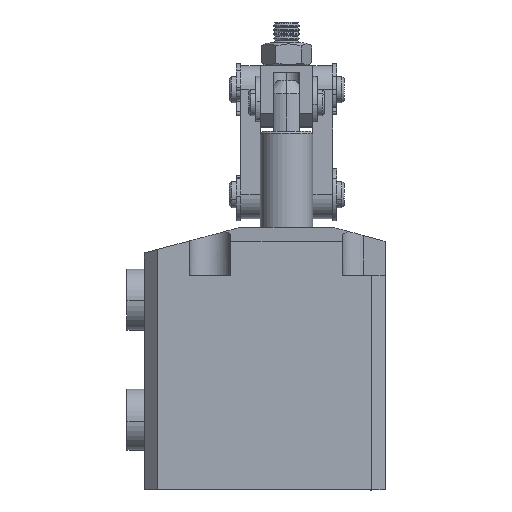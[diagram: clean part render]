
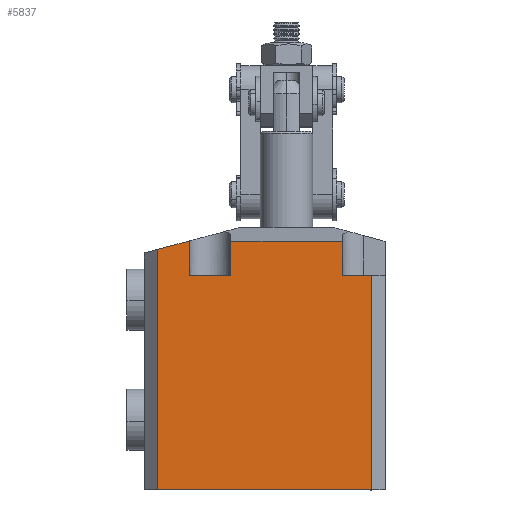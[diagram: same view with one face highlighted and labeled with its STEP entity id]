
A CAD part, top view. The second image highlights one B-rep face of the part: STEP entity #5837.
In plain terms, the highlighted planar face has unit normal (0, 0, 1).
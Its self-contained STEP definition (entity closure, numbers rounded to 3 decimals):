
#108 = DIRECTION ( 'NONE',  ( 0.966, 0.259, 0. ) ) ;
#129 = CARTESIAN_POINT ( 'NONE',  ( 433.63, 64.989, 22.5 ) ) ;
#258 = EDGE_CURVE ( 'NONE', #12227, #3882, #4847, .T. ) ;
#379 = ORIENTED_EDGE ( 'NONE', *, *, #4902, .T. ) ;
#504 = ORIENTED_EDGE ( 'NONE', *, *, #8149, .T. ) ;
#506 = CARTESIAN_POINT ( 'NONE',  ( 475.88, 113.989, 22.5 ) ) ;
#598 = VECTOR ( 'NONE', #6270, 1000. ) ;
#691 = ORIENTED_EDGE ( 'NONE', *, *, #927, .T. ) ;
#778 = VECTOR ( 'NONE', #10628, 1000. ) ;
#927 = EDGE_CURVE ( 'NONE', #11712, #14674, #11650, .T. ) ;
#969 = VECTOR ( 'NONE', #7930, 1000. ) ;
#1040 = ORIENTED_EDGE ( 'NONE', *, *, #15598, .F. ) ;
#1180 = VERTEX_POINT ( 'NONE', #14348 ) ;
#1601 = DIRECTION ( 'NONE',  ( 0., -1., 0. ) ) ;
#1717 = VECTOR ( 'NONE', #15274, 1000. ) ;
#2838 = FACE_OUTER_BOUND ( 'NONE', #12268, .T. ) ;
#3028 = PLANE ( 'NONE',  #12498 ) ;
#3115 = VECTOR ( 'NONE', #9538, 1000. ) ;
#3297 = DIRECTION ( 'NONE',  ( -1., 0., 0. ) ) ;
#3533 = VERTEX_POINT ( 'NONE', #14947 ) ;
#3882 = VERTEX_POINT ( 'NONE', #7991 ) ;
#4043 = EDGE_CURVE ( 'NONE', #3533, #9435, #19423, .T. ) ;
#4181 = CARTESIAN_POINT ( 'NONE',  ( 482.63, 64.989, 22.5 ) ) ;
#4847 = LINE ( 'NONE', #18303, #12642 ) ;
#4902 = EDGE_CURVE ( 'NONE', #12239, #15786, #9197, .T. ) ;
#5426 = ORIENTED_EDGE ( 'NONE', *, *, #4043, .T. ) ;
#5751 = CARTESIAN_POINT ( 'NONE',  ( 440.88, 113.989, 22.5 ) ) ;
#5837 = ADVANCED_FACE ( 'NONE', ( #2838 ), #3028, .T. ) ;
#5938 = DIRECTION ( 'NONE',  ( 1., 0., 0. ) ) ;
#6270 = DIRECTION ( 'NONE',  ( -1., 0., 0. ) ) ;
#6371 = LINE ( 'NONE', #129, #1717 ) ;
#6384 = LINE ( 'NONE', #16539, #10162 ) ;
#6443 = CARTESIAN_POINT ( 'NONE',  ( 433.63, 113.989, 22.5 ) ) ;
#7291 = VERTEX_POINT ( 'NONE', #12528 ) ;
#7305 = CARTESIAN_POINT ( 'NONE',  ( 482.63, 113.989, 22.5 ) ) ;
#7921 = EDGE_CURVE ( 'NONE', #9435, #11712, #6384, .T. ) ;
#7930 = DIRECTION ( 'NONE',  ( 0., 1., 0. ) ) ;
#7991 = CARTESIAN_POINT ( 'NONE',  ( 440.63, 121.774, 22.5 ) ) ;
#8052 = CARTESIAN_POINT ( 'NONE',  ( 475.88, 64.989, 22.5 ) ) ;
#8121 = CARTESIAN_POINT ( 'NONE',  ( 450.38, 121.774, 22.5 ) ) ;
#8149 = EDGE_CURVE ( 'NONE', #15786, #3533, #9699, .T. ) ;
#9079 = EDGE_CURVE ( 'NONE', #15272, #12239, #11092, .T. ) ;
#9095 = CARTESIAN_POINT ( 'NONE',  ( 452.63, 124.989, 22.5 ) ) ;
#9182 = CARTESIAN_POINT ( 'NONE',  ( 433.63, 113.989, 22.5 ) ) ;
#9197 = LINE ( 'NONE', #6443, #3115 ) ;
#9233 = VECTOR ( 'NONE', #12659, 1000. ) ;
#9435 = VERTEX_POINT ( 'NONE', #8121 ) ;
#9438 = VECTOR ( 'NONE', #11723, 1000. ) ;
#9460 = EDGE_CURVE ( 'NONE', #14674, #12227, #10596, .T. ) ;
#9538 = DIRECTION ( 'NONE',  ( -1., 0., 0. ) ) ;
#9699 = LINE ( 'NONE', #8052, #9233 ) ;
#9922 = VECTOR ( 'NONE', #108, 1000. ) ;
#10015 = ORIENTED_EDGE ( 'NONE', *, *, #17109, .F. ) ;
#10162 = VECTOR ( 'NONE', #1601, 1000. ) ;
#10596 = LINE ( 'NONE', #15605, #969 ) ;
#10628 = DIRECTION ( 'NONE',  ( -1., 0., 0. ) ) ;
#11092 = LINE ( 'NONE', #4181, #9438 ) ;
#11376 = VECTOR ( 'NONE', #15035, 1000. ) ;
#11602 = LINE ( 'NONE', #15191, #778 ) ;
#11650 = LINE ( 'NONE', #9182, #598 ) ;
#11712 = VERTEX_POINT ( 'NONE', #12206 ) ;
#11723 = DIRECTION ( 'NONE',  ( 0., 1., 0. ) ) ;
#12206 = CARTESIAN_POINT ( 'NONE',  ( 450.38, 113.989, 22.5 ) ) ;
#12227 = VERTEX_POINT ( 'NONE', #16355 ) ;
#12239 = VERTEX_POINT ( 'NONE', #7305 ) ;
#12268 = EDGE_LOOP ( 'NONE', ( #15796, #10015, #1040, #12913, #379, #504, #5426, #18570, #691, #14991, #18525 ) ) ;
#12498 = AXIS2_PLACEMENT_3D ( 'NONE', #16520, #19436, #5938 ) ;
#12528 = CARTESIAN_POINT ( 'NONE',  ( 433.63, 119.898, 22.5 ) ) ;
#12642 = VECTOR ( 'NONE', #3297, 1000. ) ;
#12659 = DIRECTION ( 'NONE',  ( 0., 1., 0. ) ) ;
#12860 = CARTESIAN_POINT ( 'NONE',  ( 433.63, 121.774, 22.5 ) ) ;
#12863 = CARTESIAN_POINT ( 'NONE',  ( 482.63, 64.989, 22.5 ) ) ;
#12913 = ORIENTED_EDGE ( 'NONE', *, *, #9079, .T. ) ;
#14348 = CARTESIAN_POINT ( 'NONE',  ( 433.63, 64.989, 22.5 ) ) ;
#14674 = VERTEX_POINT ( 'NONE', #5751 ) ;
#14947 = CARTESIAN_POINT ( 'NONE',  ( 475.88, 121.774, 22.5 ) ) ;
#14991 = ORIENTED_EDGE ( 'NONE', *, *, #9460, .T. ) ;
#15035 = DIRECTION ( 'NONE',  ( -1., 0., 0. ) ) ;
#15191 = CARTESIAN_POINT ( 'NONE',  ( 430.63, 64.989, 22.5 ) ) ;
#15272 = VERTEX_POINT ( 'NONE', #12863 ) ;
#15274 = DIRECTION ( 'NONE',  ( 0., 1., 0. ) ) ;
#15570 = EDGE_CURVE ( 'NONE', #7291, #3882, #17040, .T. ) ;
#15598 = EDGE_CURVE ( 'NONE', #15272, #1180, #11602, .T. ) ;
#15605 = CARTESIAN_POINT ( 'NONE',  ( 440.88, 64.989, 22.5 ) ) ;
#15786 = VERTEX_POINT ( 'NONE', #506 ) ;
#15796 = ORIENTED_EDGE ( 'NONE', *, *, #15570, .F. ) ;
#16355 = CARTESIAN_POINT ( 'NONE',  ( 440.88, 121.774, 22.5 ) ) ;
#16520 = CARTESIAN_POINT ( 'NONE',  ( 433.63, 64.989, 22.5 ) ) ;
#16539 = CARTESIAN_POINT ( 'NONE',  ( 450.38, 64.989, 22.5 ) ) ;
#17040 = LINE ( 'NONE', #9095, #9922 ) ;
#17109 = EDGE_CURVE ( 'NONE', #1180, #7291, #6371, .T. ) ;
#18303 = CARTESIAN_POINT ( 'NONE',  ( 433.63, 121.774, 22.5 ) ) ;
#18525 = ORIENTED_EDGE ( 'NONE', *, *, #258, .T. ) ;
#18570 = ORIENTED_EDGE ( 'NONE', *, *, #7921, .T. ) ;
#19423 = LINE ( 'NONE', #12860, #11376 ) ;
#19436 = DIRECTION ( 'NONE',  ( 0., 0., 1. ) ) ;
